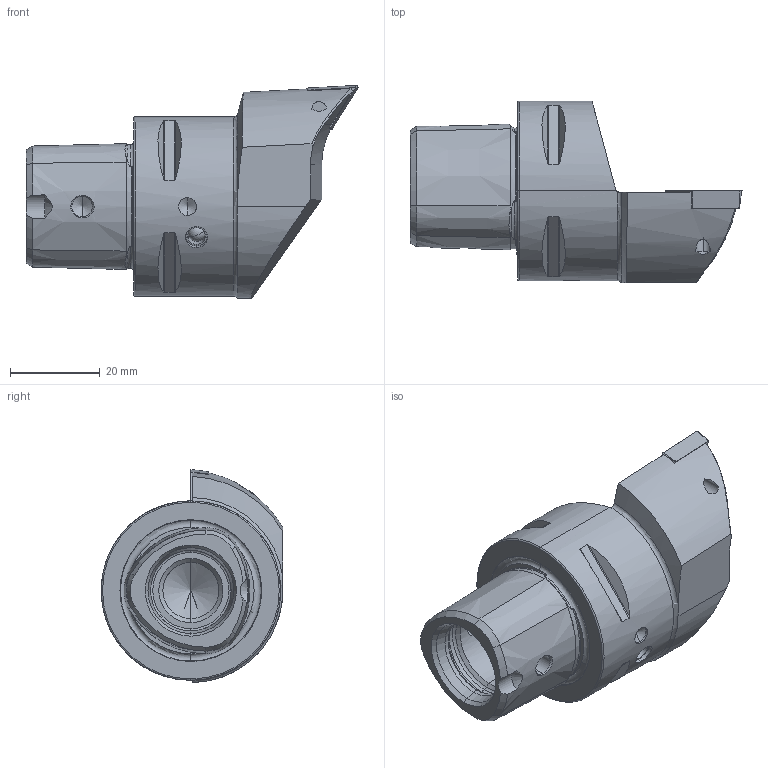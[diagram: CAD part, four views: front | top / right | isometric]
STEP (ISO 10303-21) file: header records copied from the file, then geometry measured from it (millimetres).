
FILE_DESCRIPTION (( 'STEP AP203' ), '1' );
FILE_NAME ('PS4-KDB.LJA.050.STEP', '2012-05-22T14:02:52', ( 'baer' ), ( 'Hewlett-Packard Company' ), 'SwSTEP 2.0', 'SolidWorks 2012', '' );
FILE_SCHEMA (( 'CONFIG_CONTROL_DESIGN' ));
Length unit declared in the file: millimetre
Products named in the file (5): PS4-KDB.LJA.050; KVT_MB_600_050; DCMT11T304; WCB-ER2.001.009_A; PS4-KDB.LJA.050_A
Assembly tree (4 placements, depth 2):
  PS4-KDB.LJA.050
    PS4-KDB.LJA.050_A
    WCB-ER2.001.009_A
    DCMT11T304
    KVT_MB_600_050
Bounding box: 74 x 40.5 x 47.5 mm (x, y, z)
Volume: 44157.4 mm3; surface area: 12552 mm2
Topology: 5 solids, 5 shells, 284 faces, 697 edges, 417 vertices
Faces by surface type: cone 99, cylinder 71, plane 51, torus 41, bspline 18, sphere 4
Entity records: 10180 total; most frequent: CARTESIAN_POINT 3393, ORIENTED_EDGE 1356, DIRECTION 1265, EDGE_CURVE 678, AXIS2_PLACEMENT_3D 523, VERTEX_POINT 414, EDGE_LOOP 304, ADVANCED_FACE 284
